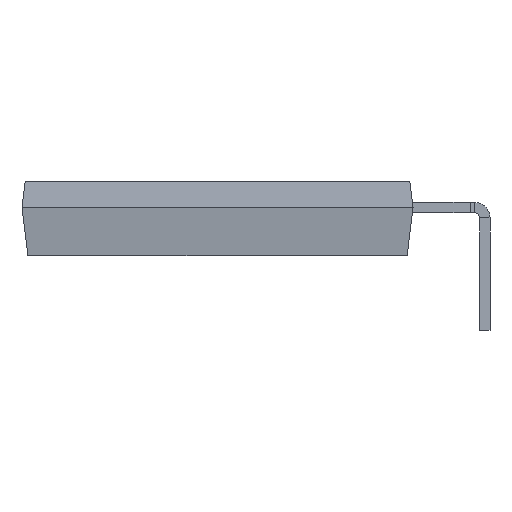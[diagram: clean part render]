
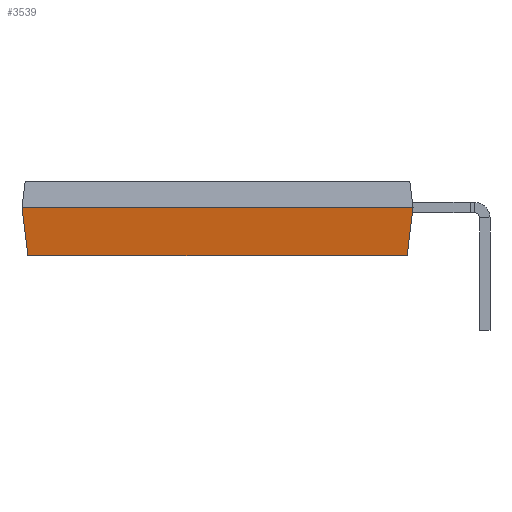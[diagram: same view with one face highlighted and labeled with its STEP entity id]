
A CAD part, left-side view. The second image highlights one B-rep face of the part: STEP entity #3539.
In plain terms, the highlighted planar face has unit normal (-0.993, 0, -0.122).
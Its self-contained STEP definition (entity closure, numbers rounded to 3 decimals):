
#55 = PLANE ( 'NONE',  #4220 ) ;
#1457 = ORIENTED_EDGE ( 'NONE', *, *, #13834, .T. ) ;
#1580 = CARTESIAN_POINT ( 'NONE',  ( -3.53, 21.55, 0. ) ) ;
#2050 = CARTESIAN_POINT ( 'NONE',  ( -3.53, 2.75, 0. ) ) ;
#2389 = DIRECTION ( 'NONE',  ( 0., 1., 0. ) ) ;
#3498 = VECTOR ( 'NONE', #2389, 1000. ) ;
#3539 = ADVANCED_FACE ( 'NONE', ( #11589 ), #55, .T. ) ;
#3624 = VERTEX_POINT ( 'NONE', #13503 ) ;
#3751 = CARTESIAN_POINT ( 'NONE',  ( -3.53, 21.55, 0. ) ) ;
#3925 = EDGE_CURVE ( 'NONE', #3624, #13618, #12435, .T. ) ;
#4010 = VERTEX_POINT ( 'NONE', #13836 ) ;
#4220 = AXIS2_PLACEMENT_3D ( 'NONE', #1580, #11669, #15513 ) ;
#4258 = EDGE_CURVE ( 'NONE', #3624, #4913, #11249, .T. ) ;
#4913 = VERTEX_POINT ( 'NONE', #11442 ) ;
#5061 = ORIENTED_EDGE ( 'NONE', *, *, #3925, .T. ) ;
#6245 = ORIENTED_EDGE ( 'NONE', *, *, #10067, .T. ) ;
#8444 = CARTESIAN_POINT ( 'NONE',  ( -3.53, 2.75, 0. ) ) ;
#8842 = ORIENTED_EDGE ( 'NONE', *, *, #4258, .F. ) ;
#9960 = DIRECTION ( 'NONE',  ( 0., 1., 0. ) ) ;
#10067 = EDGE_CURVE ( 'NONE', #4010, #4913, #13505, .T. ) ;
#10249 = LINE ( 'NONE', #3751, #3498 ) ;
#11085 = DIRECTION ( 'NONE',  ( 0.121, -0.121, -0.985 ) ) ;
#11249 = LINE ( 'NONE', #12816, #15151 ) ;
#11442 = CARTESIAN_POINT ( 'NONE',  ( -3.246, 21.266, -2.31 ) ) ;
#11589 = FACE_OUTER_BOUND ( 'NONE', #16061, .T. ) ;
#11669 = DIRECTION ( 'NONE',  ( -0.993, 0., -0.122 ) ) ;
#12260 = DIRECTION ( 'NONE',  ( -0.121, -0.121, 0.985 ) ) ;
#12435 = LINE ( 'NONE', #8444, #13302 ) ;
#12816 = CARTESIAN_POINT ( 'NONE',  ( -3.246, 21.55, -2.31 ) ) ;
#13302 = VECTOR ( 'NONE', #12260, 1000. ) ;
#13503 = CARTESIAN_POINT ( 'NONE',  ( -3.246, 3.034, -2.31 ) ) ;
#13505 = LINE ( 'NONE', #16178, #16437 ) ;
#13618 = VERTEX_POINT ( 'NONE', #2050 ) ;
#13834 = EDGE_CURVE ( 'NONE', #13618, #4010, #10249, .T. ) ;
#13836 = CARTESIAN_POINT ( 'NONE',  ( -3.53, 21.55, 0. ) ) ;
#15151 = VECTOR ( 'NONE', #9960, 1000. ) ;
#15513 = DIRECTION ( 'NONE',  ( 0., 1., 0. ) ) ;
#16061 = EDGE_LOOP ( 'NONE', ( #6245, #8842, #5061, #1457 ) ) ;
#16178 = CARTESIAN_POINT ( 'NONE',  ( -3.53, 21.55, 0. ) ) ;
#16437 = VECTOR ( 'NONE', #11085, 1000. ) ;
